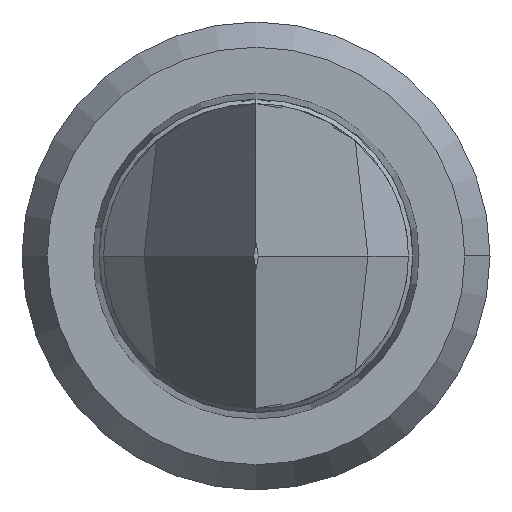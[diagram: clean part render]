
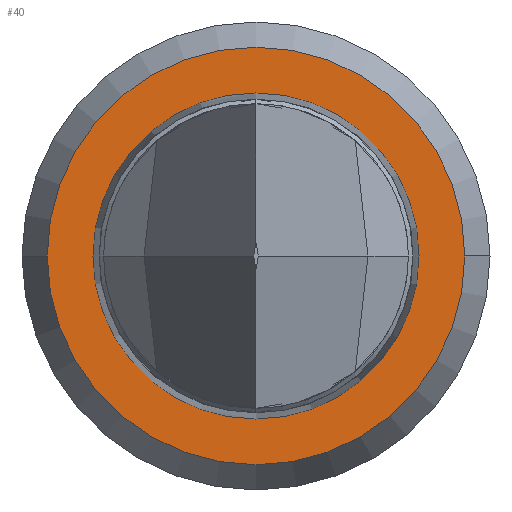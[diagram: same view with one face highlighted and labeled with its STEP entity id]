
A CAD part, left-side view. The second image highlights one B-rep face of the part: STEP entity #40.
In plain terms, the highlighted planar face has unit normal (-1, 0, 0).
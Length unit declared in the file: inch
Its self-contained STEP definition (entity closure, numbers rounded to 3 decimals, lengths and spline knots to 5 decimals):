
#40 = ADVANCED_FACE ( 'NONE', ( #889, #974 ), #207, .T. ) ;
#49 = EDGE_CURVE ( 'NONE', #945, #107, #706, .T. ) ;
#107 = VERTEX_POINT ( 'NONE', #656 ) ;
#152 = CIRCLE ( 'NONE', #502, 0.024 ) ;
#163 = EDGE_CURVE ( 'NONE', #164, #785, #492, .T. ) ;
#164 = VERTEX_POINT ( 'NONE', #632 ) ;
#207 = PLANE ( 'NONE',  #914 ) ;
#235 = EDGE_CURVE ( 'NONE', #107, #945, #463, .T. ) ;
#271 = ORIENTED_EDGE ( 'NONE', *, *, #49, .T. ) ;
#276 = CARTESIAN_POINT ( 'NONE',  ( 0., 0., 0.01874 ) ) ;
#323 = ORIENTED_EDGE ( 'NONE', *, *, #163, .F. ) ;
#363 = DIRECTION ( 'NONE',  ( 1., 0., 0. ) ) ;
#365 = DIRECTION ( 'NONE',  ( 0., -1., 0. ) ) ;
#463 = CIRCLE ( 'NONE', #781, 0.01874 ) ;
#492 = CIRCLE ( 'NONE', #640, 0.024 ) ;
#502 = AXIS2_PLACEMENT_3D ( 'NONE', #786, #761, #1121 ) ;
#503 = CARTESIAN_POINT ( 'NONE',  ( 0., 0., 0. ) ) ;
#521 = DIRECTION ( 'NONE',  ( 0., -1., 0. ) ) ;
#553 = ORIENTED_EDGE ( 'NONE', *, *, #635, .F. ) ;
#602 = CARTESIAN_POINT ( 'NONE',  ( 0., 0.024, 0. ) ) ;
#603 = CARTESIAN_POINT ( 'NONE',  ( 0., -0.024, 0. ) ) ;
#607 = EDGE_LOOP ( 'NONE', ( #323, #553 ) ) ;
#610 = EDGE_LOOP ( 'NONE', ( #741, #271 ) ) ;
#632 = CARTESIAN_POINT ( 'NONE',  ( 0., 0.024, 0. ) ) ;
#635 = EDGE_CURVE ( 'NONE', #785, #164, #152, .T. ) ;
#640 = AXIS2_PLACEMENT_3D ( 'NONE', #1019, #1010, #1008 ) ;
#651 = DIRECTION ( 'NONE',  ( -1., 0., 0. ) ) ;
#656 = CARTESIAN_POINT ( 'NONE',  ( 0., 0., -0.01874 ) ) ;
#706 = CIRCLE ( 'NONE', #831, 0.01874 ) ;
#741 = ORIENTED_EDGE ( 'NONE', *, *, #235, .T. ) ;
#761 = DIRECTION ( 'NONE',  ( 1., 0., 0. ) ) ;
#781 = AXIS2_PLACEMENT_3D ( 'NONE', #875, #865, #856 ) ;
#785 = VERTEX_POINT ( 'NONE', #603 ) ;
#786 = CARTESIAN_POINT ( 'NONE',  ( 0., 0., 0. ) ) ;
#831 = AXIS2_PLACEMENT_3D ( 'NONE', #503, #363, #365 ) ;
#856 = DIRECTION ( 'NONE',  ( 0., -1., 0. ) ) ;
#865 = DIRECTION ( 'NONE',  ( 1., 0., 0. ) ) ;
#875 = CARTESIAN_POINT ( 'NONE',  ( 0., 0., 0. ) ) ;
#889 = FACE_BOUND ( 'NONE', #610, .T. ) ;
#914 = AXIS2_PLACEMENT_3D ( 'NONE', #602, #651, #521 ) ;
#945 = VERTEX_POINT ( 'NONE', #276 ) ;
#974 = FACE_OUTER_BOUND ( 'NONE', #607, .T. ) ;
#1008 = DIRECTION ( 'NONE',  ( 0., 1., 0. ) ) ;
#1010 = DIRECTION ( 'NONE',  ( 1., 0., 0. ) ) ;
#1019 = CARTESIAN_POINT ( 'NONE',  ( 0., 0., 0. ) ) ;
#1121 = DIRECTION ( 'NONE',  ( 0., 1., 0. ) ) ;
